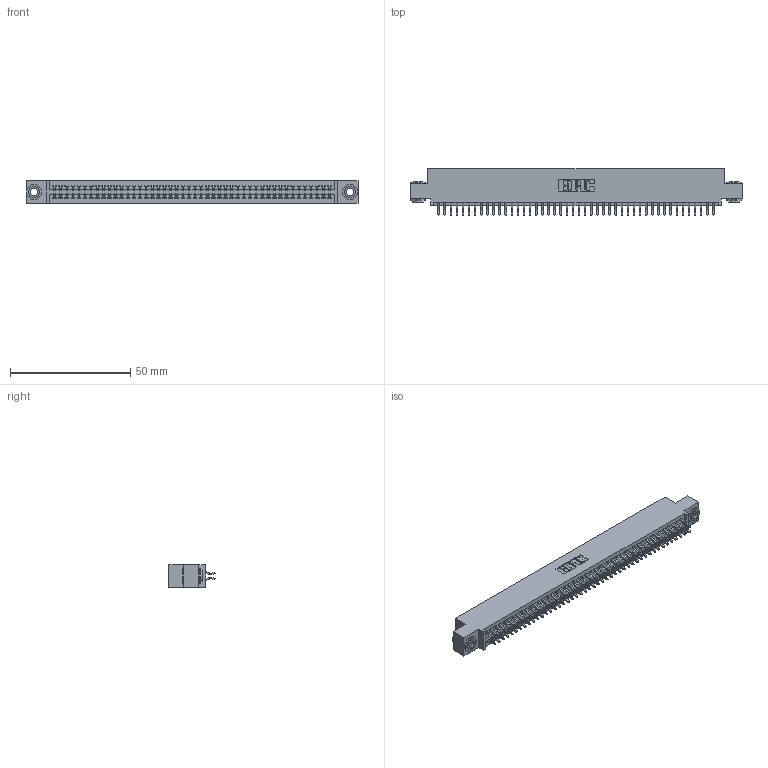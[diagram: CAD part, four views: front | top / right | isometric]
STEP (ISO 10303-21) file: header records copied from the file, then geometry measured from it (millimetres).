
FILE_DESCRIPTION (( 'STEP AP203' ), '1' );
FILE_NAME ('345-092-556-503.STEP', '2018-10-04T22:08:06', ( '' ), ( '' ), 'SwSTEP 2.0', 'SolidWorks 2016', '' );
FILE_SCHEMA (( 'CONFIG_CONTROL_DESIGN' ));
Length unit declared in the file: inch
Products named in the file (4): 345-250-002_345-250-002-102; 345-292-001_556 Tail; 345 Part_0.110 Offset - 0.156 Dia-TH; 345-092-556-503
Assembly tree (95 placements, depth 2):
  345-092-556-503
    345 Part_0.110 Offset - 0.156 Dia-TH
    345-292-001_556 Tail  x92
    345-250-002_345-250-002-102  x2
Bounding box: 138.05 x 19.24 x 9.4 mm (x, y, z)
Volume: 13389.7 mm3; surface area: 20086.9 mm2
Topology: 95 solids, 95 shells, 5320 faces, 15793 edges, 10402 vertices
Faces by surface type: plane 3498, cylinder 1814, cone 8
Entity records: 36556 total; most frequent: CARTESIAN_POINT 6115, ORIENTED_EDGE 6030, DIRECTION 5405, EDGE_CURVE 3015, LINE 2667, VECTOR 2667, VERTEX_POINT 2006, AXIS2_PLACEMENT_3D 1369
